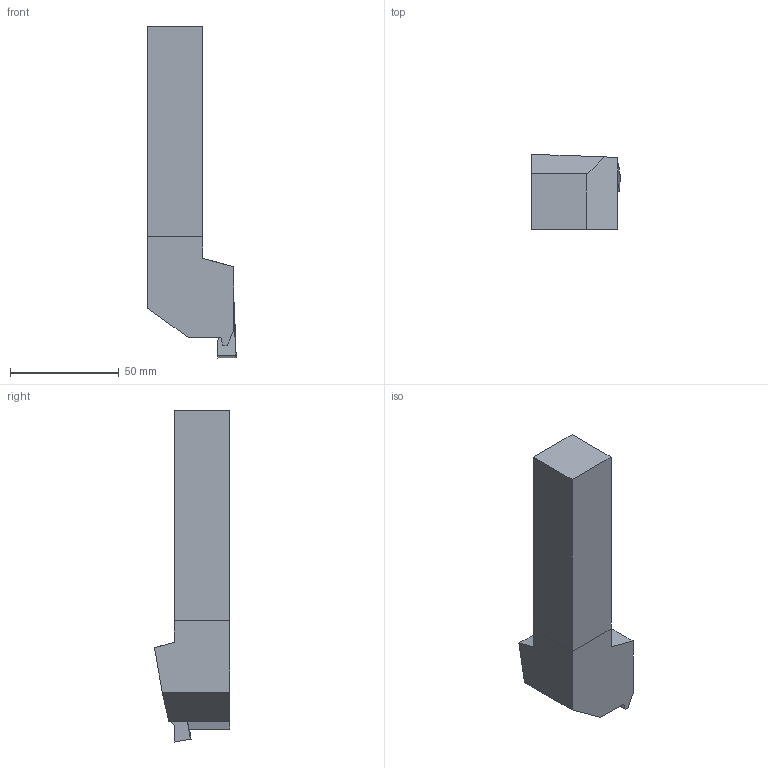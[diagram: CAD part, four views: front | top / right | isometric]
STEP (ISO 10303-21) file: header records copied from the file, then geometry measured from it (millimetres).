
FILE_DESCRIPTION(/* description */ (''),/* implementation_level */ '2;1');
FILE_NAME(/* name */ 'CEL1006-26QHD.stp',/* time_stamp */ '2018-03-29T15:43:52+05:00',/* author */ (''),/* organization */ (''),/* preprocessor_version */ 'ST-DEVELOPER v16',/* originating_system */ 'SIEMENS PLM Software NX 11.0',/* authorisation */ '');
FILE_SCHEMA (('AUTOMOTIVE_DESIGN { 1 0 10303 214 3 1 1 1 }'));
Length unit declared in the file: millimetre
Products named in the file (1): CEL1006-26QHD
Bounding box: 40.64 x 34.49 x 152.41 mm (x, y, z)
Volume: 108695.7 mm3; surface area: 20376.6 mm2
Topology: 3 solids, 3 shells, 37 faces, 92 edges, 61 vertices
Faces by surface type: plane 36, cylinder 1
Entity records: 1152 total; most frequent: CARTESIAN_POINT 194, ORIENTED_EDGE 184, DIRECTION 176, EDGE_CURVE 92, LINE 90, VECTOR 90, VERTEX_POINT 61, AXIS2_PLACEMENT_3D 43
